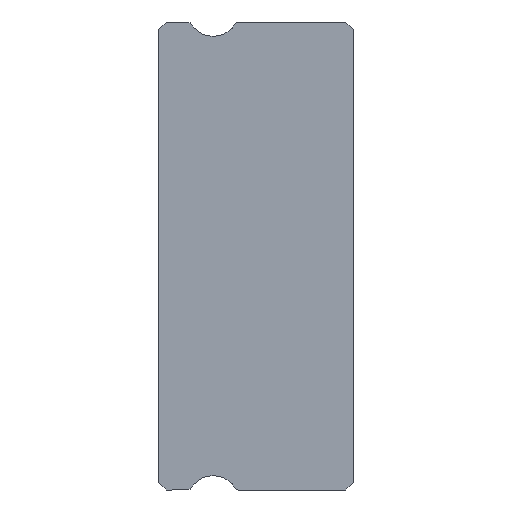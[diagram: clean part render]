
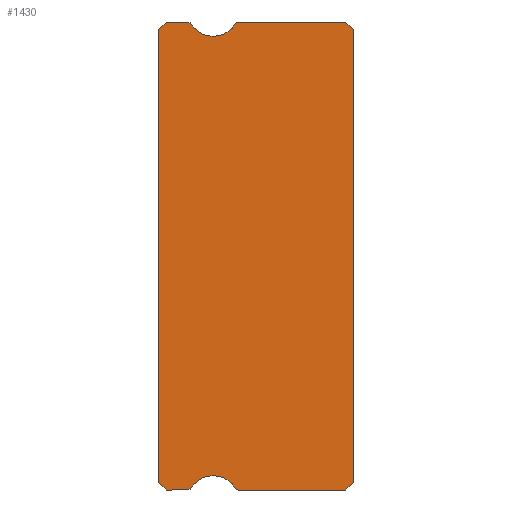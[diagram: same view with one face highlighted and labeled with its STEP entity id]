
A CAD part, left-side view. The second image highlights one B-rep face of the part: STEP entity #1430.
In plain terms, the highlighted planar face has unit normal (-1, 0, 0).
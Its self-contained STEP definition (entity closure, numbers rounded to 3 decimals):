
#5 = VECTOR ( 'NONE', #3207, 1000. ) ;
#70 = ORIENTED_EDGE ( 'NONE', *, *, #1897, .T. ) ;
#89 = CARTESIAN_POINT ( 'NONE',  ( -15., 5.4, 9.45 ) ) ;
#101 = DIRECTION ( 'NONE',  ( 0., 0., -1. ) ) ;
#118 = VERTEX_POINT ( 'NONE', #325 ) ;
#164 = LINE ( 'NONE', #2821, #1597 ) ;
#188 = ORIENTED_EDGE ( 'NONE', *, *, #218, .F. ) ;
#194 = ORIENTED_EDGE ( 'NONE', *, *, #2227, .F. ) ;
#204 = EDGE_CURVE ( 'NONE', #695, #2546, #1117, .T. ) ;
#218 = EDGE_CURVE ( 'NONE', #118, #279, #575, .T. ) ;
#252 = VERTEX_POINT ( 'NONE', #1683 ) ;
#278 = EDGE_CURVE ( 'NONE', #2688, #2198, #740, .T. ) ;
#279 = VERTEX_POINT ( 'NONE', #421 ) ;
#303 = CARTESIAN_POINT ( 'NONE',  ( -15., 4.547, -8.928 ) ) ;
#306 = CARTESIAN_POINT ( 'NONE',  ( -15., 6.381, -9. ) ) ;
#309 = VERTEX_POINT ( 'NONE', #1678 ) ;
#320 = EDGE_CURVE ( 'NONE', #2546, #2198, #1011, .T. ) ;
#325 = CARTESIAN_POINT ( 'NONE',  ( -15., 0., -8.7 ) ) ;
#340 = DIRECTION ( 'NONE',  ( 1., 0., 0. ) ) ;
#379 = CARTESIAN_POINT ( 'NONE',  ( -15., 4.419, -8.85 ) ) ;
#421 = CARTESIAN_POINT ( 'NONE',  ( -15., 0.3, -9. ) ) ;
#430 = CARTESIAN_POINT ( 'NONE',  ( -15., 7.5, 8.7 ) ) ;
#467 = DIRECTION ( 'NONE',  ( 0., 1., 0. ) ) ;
#473 = ORIENTED_EDGE ( 'NONE', *, *, #484, .T. ) ;
#480 = AXIS2_PLACEMENT_3D ( 'NONE', #89, #2273, #939 ) ;
#484 = EDGE_CURVE ( 'NONE', #1704, #2688, #1843, .T. ) ;
#567 = EDGE_CURVE ( 'NONE', #923, #3156, #1288, .T. ) ;
#575 = LINE ( 'NONE', #873, #1528 ) ;
#588 = CARTESIAN_POINT ( 'NONE',  ( -15., 7.5, 8.85 ) ) ;
#590 = DIRECTION ( 'NONE',  ( 0., 0., -1. ) ) ;
#591 = CARTESIAN_POINT ( 'NONE',  ( -15., 6.381, 8.85 ) ) ;
#622 = CARTESIAN_POINT ( 'NONE',  ( -15., 6.381, -8.85 ) ) ;
#644 = DIRECTION ( 'NONE',  ( 0., 0., -1. ) ) ;
#646 = CARTESIAN_POINT ( 'NONE',  ( -15., 7.5, 8.7 ) ) ;
#695 = VERTEX_POINT ( 'NONE', #303 ) ;
#717 = DIRECTION ( 'NONE',  ( 0., 0., -1. ) ) ;
#740 = LINE ( 'NONE', #1469, #1351 ) ;
#751 = EDGE_CURVE ( 'NONE', #1611, #3278, #2804, .T. ) ;
#820 = DIRECTION ( 'NONE',  ( 1., 0., 0. ) ) ;
#822 = ORIENTED_EDGE ( 'NONE', *, *, #204, .F. ) ;
#840 = DIRECTION ( 'NONE',  ( 0., 0.707, -0.707 ) ) ;
#849 = DIRECTION ( 'NONE',  ( 0., 0., -1. ) ) ;
#853 = DIRECTION ( 'NONE',  ( 1., 0., 0. ) ) ;
#860 = CARTESIAN_POINT ( 'NONE',  ( -15., 6.381, -9. ) ) ;
#863 = EDGE_CURVE ( 'NONE', #3111, #923, #3243, .T. ) ;
#870 = FACE_OUTER_BOUND ( 'NONE', #2229, .T. ) ;
#872 = CARTESIAN_POINT ( 'NONE',  ( -15., 7.5, -8.7 ) ) ;
#873 = CARTESIAN_POINT ( 'NONE',  ( -15., 0., -8.7 ) ) ;
#874 = ORIENTED_EDGE ( 'NONE', *, *, #278, .T. ) ;
#916 = VECTOR ( 'NONE', #467, 1000. ) ;
#923 = VERTEX_POINT ( 'NONE', #999 ) ;
#939 = DIRECTION ( 'NONE',  ( 0., 0., -1. ) ) ;
#993 = EDGE_CURVE ( 'NONE', #309, #252, #2390, .T. ) ;
#999 = CARTESIAN_POINT ( 'NONE',  ( -15., 5.4, 8.45 ) ) ;
#1011 = CIRCLE ( 'NONE', #2677, 0.15 ) ;
#1070 = CARTESIAN_POINT ( 'NONE',  ( -15., 5.4, 9.45 ) ) ;
#1072 = CARTESIAN_POINT ( 'NONE',  ( -15., 4.419, -9. ) ) ;
#1077 = VECTOR ( 'NONE', #1949, 1000. ) ;
#1113 = VECTOR ( 'NONE', #2379, 1000. ) ;
#1117 = CIRCLE ( 'NONE', #2573, 1. ) ;
#1128 = ORIENTED_EDGE ( 'NONE', *, *, #3201, .F. ) ;
#1138 = DIRECTION ( 'NONE',  ( 0., 0., -1. ) ) ;
#1182 = ORIENTED_EDGE ( 'NONE', *, *, #3247, .T. ) ;
#1213 = ORIENTED_EDGE ( 'NONE', *, *, #3346, .F. ) ;
#1230 = AXIS2_PLACEMENT_3D ( 'NONE', #1070, #1887, #849 ) ;
#1240 = ORIENTED_EDGE ( 'NONE', *, *, #1847, .F. ) ;
#1249 = ORIENTED_EDGE ( 'NONE', *, *, #1520, .F. ) ;
#1288 = CIRCLE ( 'NONE', #1230, 1. ) ;
#1327 = AXIS2_PLACEMENT_3D ( 'NONE', #379, #2994, #644 ) ;
#1344 = CARTESIAN_POINT ( 'NONE',  ( -15., 0.3, 9. ) ) ;
#1351 = VECTOR ( 'NONE', #1772, 1000. ) ;
#1385 = CARTESIAN_POINT ( 'NONE',  ( -15., 0., 8.7 ) ) ;
#1396 = CARTESIAN_POINT ( 'NONE',  ( -15., 6.381, 8.85 ) ) ;
#1430 = ADVANCED_FACE ( 'NONE', ( #870 ), #1465, .F. ) ;
#1465 = PLANE ( 'NONE',  #2484 ) ;
#1469 = CARTESIAN_POINT ( 'NONE',  ( -15., 6.381, -9. ) ) ;
#1476 = DIRECTION ( 'NONE',  ( 0., -0.707, -0.707 ) ) ;
#1490 = ORIENTED_EDGE ( 'NONE', *, *, #2209, .F. ) ;
#1491 = DIRECTION ( 'NONE',  ( 0., 0.707, -0.707 ) ) ;
#1501 = ORIENTED_EDGE ( 'NONE', *, *, #567, .F. ) ;
#1520 = EDGE_CURVE ( 'NONE', #2701, #695, #3369, .T. ) ;
#1528 = VECTOR ( 'NONE', #840, 1000. ) ;
#1530 = DIRECTION ( 'NONE',  ( 0., -1., 0. ) ) ;
#1597 = VECTOR ( 'NONE', #1530, 1000. ) ;
#1611 = VERTEX_POINT ( 'NONE', #1344 ) ;
#1628 = CARTESIAN_POINT ( 'NONE',  ( -15., 4.419, 9. ) ) ;
#1677 = CARTESIAN_POINT ( 'NONE',  ( -15., 4.419, 8.85 ) ) ;
#1678 = CARTESIAN_POINT ( 'NONE',  ( -15., 6.381, 9. ) ) ;
#1683 = CARTESIAN_POINT ( 'NONE',  ( -15., 7.2, 9. ) ) ;
#1699 = CARTESIAN_POINT ( 'NONE',  ( -15., 5.4, -9.45 ) ) ;
#1704 = VERTEX_POINT ( 'NONE', #872 ) ;
#1709 = LINE ( 'NONE', #588, #5 ) ;
#1719 = ORIENTED_EDGE ( 'NONE', *, *, #320, .F. ) ;
#1772 = DIRECTION ( 'NONE',  ( 0., -1., 0. ) ) ;
#1843 = LINE ( 'NONE', #3121, #1113 ) ;
#1847 = EDGE_CURVE ( 'NONE', #309, #3111, #2865, .T. ) ;
#1867 = CARTESIAN_POINT ( 'NONE',  ( -15., 7.2, 9. ) ) ;
#1887 = DIRECTION ( 'NONE',  ( -1., 0., 0. ) ) ;
#1897 = EDGE_CURVE ( 'NONE', #252, #3001, #2265, .T. ) ;
#1949 = DIRECTION ( 'NONE',  ( 0., 0., 1. ) ) ;
#1965 = ORIENTED_EDGE ( 'NONE', *, *, #751, .F. ) ;
#2041 = CIRCLE ( 'NONE', #3406, 0.15 ) ;
#2089 = VERTEX_POINT ( 'NONE', #1628 ) ;
#2091 = ORIENTED_EDGE ( 'NONE', *, *, #863, .F. ) ;
#2105 = VECTOR ( 'NONE', #1476, 1000. ) ;
#2198 = VERTEX_POINT ( 'NONE', #306 ) ;
#2209 = EDGE_CURVE ( 'NONE', #1704, #3001, #1709, .T. ) ;
#2227 = EDGE_CURVE ( 'NONE', #3156, #2089, #2041, .T. ) ;
#2229 = EDGE_LOOP ( 'NONE', ( #1490, #473, #874, #1719, #822, #1249, #1128, #188, #1182, #1965, #1213, #194, #1501, #2091, #1240, #2540, #70 ) ) ;
#2265 = LINE ( 'NONE', #646, #3080 ) ;
#2273 = DIRECTION ( 'NONE',  ( -1., 0., 0. ) ) ;
#2359 = CARTESIAN_POINT ( 'NONE',  ( -15., 4.547, 8.928 ) ) ;
#2365 = CARTESIAN_POINT ( 'NONE',  ( -15., 7.2, -9. ) ) ;
#2379 = DIRECTION ( 'NONE',  ( 0., -0.707, -0.707 ) ) ;
#2390 = LINE ( 'NONE', #1867, #916 ) ;
#2416 = VECTOR ( 'NONE', #3292, 1000. ) ;
#2448 = DIRECTION ( 'NONE',  ( 1., 0., 0. ) ) ;
#2484 = AXIS2_PLACEMENT_3D ( 'NONE', #591, #853, #1138 ) ;
#2540 = ORIENTED_EDGE ( 'NONE', *, *, #993, .T. ) ;
#2546 = VERTEX_POINT ( 'NONE', #3202 ) ;
#2569 = CARTESIAN_POINT ( 'NONE',  ( -15., 0.3, 9. ) ) ;
#2573 = AXIS2_PLACEMENT_3D ( 'NONE', #1699, #2967, #101 ) ;
#2677 = AXIS2_PLACEMENT_3D ( 'NONE', #622, #340, #590 ) ;
#2688 = VERTEX_POINT ( 'NONE', #2365 ) ;
#2701 = VERTEX_POINT ( 'NONE', #1072 ) ;
#2766 = LINE ( 'NONE', #1385, #1077 ) ;
#2781 = CARTESIAN_POINT ( 'NONE',  ( -15., 0., 8.7 ) ) ;
#2804 = LINE ( 'NONE', #2569, #2105 ) ;
#2821 = CARTESIAN_POINT ( 'NONE',  ( -15., 6.381, 9. ) ) ;
#2865 = CIRCLE ( 'NONE', #3293, 0.15 ) ;
#2967 = DIRECTION ( 'NONE',  ( -1., 0., 0. ) ) ;
#2970 = LINE ( 'NONE', #860, #2416 ) ;
#2994 = DIRECTION ( 'NONE',  ( 1., 0., 0. ) ) ;
#3001 = VERTEX_POINT ( 'NONE', #430 ) ;
#3080 = VECTOR ( 'NONE', #1491, 1000. ) ;
#3089 = DIRECTION ( 'NONE',  ( 0., 0., -1. ) ) ;
#3111 = VERTEX_POINT ( 'NONE', #3410 ) ;
#3121 = CARTESIAN_POINT ( 'NONE',  ( -15., 7.2, -9. ) ) ;
#3156 = VERTEX_POINT ( 'NONE', #2359 ) ;
#3201 = EDGE_CURVE ( 'NONE', #279, #2701, #2970, .T. ) ;
#3202 = CARTESIAN_POINT ( 'NONE',  ( -15., 6.253, -8.928 ) ) ;
#3207 = DIRECTION ( 'NONE',  ( 0., 0., 1. ) ) ;
#3243 = CIRCLE ( 'NONE', #480, 1. ) ;
#3247 = EDGE_CURVE ( 'NONE', #118, #3278, #2766, .T. ) ;
#3278 = VERTEX_POINT ( 'NONE', #2781 ) ;
#3292 = DIRECTION ( 'NONE',  ( 0., 1., 0. ) ) ;
#3293 = AXIS2_PLACEMENT_3D ( 'NONE', #1396, #2448, #3089 ) ;
#3346 = EDGE_CURVE ( 'NONE', #2089, #1611, #164, .T. ) ;
#3369 = CIRCLE ( 'NONE', #1327, 0.15 ) ;
#3406 = AXIS2_PLACEMENT_3D ( 'NONE', #1677, #820, #717 ) ;
#3410 = CARTESIAN_POINT ( 'NONE',  ( -15., 6.253, 8.928 ) ) ;
